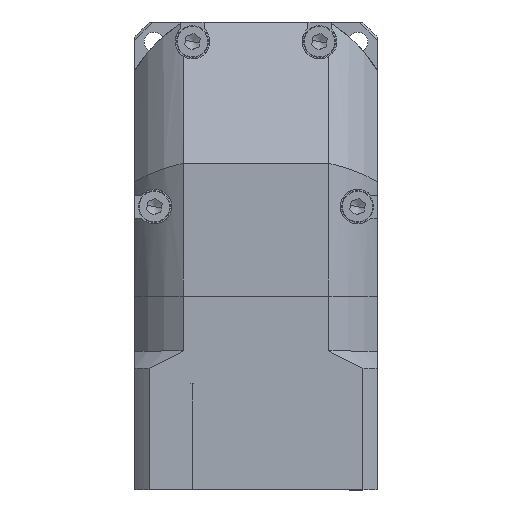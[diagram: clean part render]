
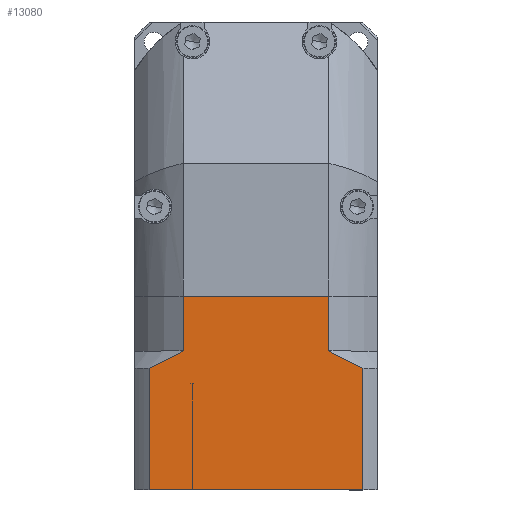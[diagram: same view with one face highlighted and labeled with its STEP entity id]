
A CAD part, top view. The second image highlights one B-rep face of the part: STEP entity #13080.
In plain terms, the highlighted face is planar.
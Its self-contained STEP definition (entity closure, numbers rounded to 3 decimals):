
#868 = PLANE ( 'NONE',  #13801 ) ;
#1279 = CARTESIAN_POINT ( 'NONE',  ( -21., 18.52, -21. ) ) ;
#1335 = CARTESIAN_POINT ( 'NONE',  ( 0., 18.52, -21. ) ) ;
#1624 = ORIENTED_EDGE ( 'NONE', *, *, #25009, .T. ) ;
#2076 = EDGE_CURVE ( 'NONE', #25184, #5625, #2204, .T. ) ;
#2204 = LINE ( 'NONE', #21320, #26071 ) ;
#2288 = VECTOR ( 'NONE', #2751, 1000. ) ;
#2380 = DIRECTION ( 'NONE',  ( -1., 0., 0. ) ) ;
#2512 = CARTESIAN_POINT ( 'NONE',  ( -21., -18.52, -21. ) ) ;
#2751 = DIRECTION ( 'NONE',  ( 0., -1., 0. ) ) ;
#3005 = DIRECTION ( 'NONE',  ( 0., 0., -1. ) ) ;
#3121 = ORIENTED_EDGE ( 'NONE', *, *, #4736, .T. ) ;
#3152 = EDGE_CURVE ( 'NONE', #21306, #24527, #20391, .T. ) ;
#3451 = EDGE_CURVE ( 'NONE', #24527, #12851, #24172, .T. ) ;
#3808 = CARTESIAN_POINT ( 'NONE',  ( -22.089, 16.599, -21. ) ) ;
#3976 = LINE ( 'NONE', #19110, #11769 ) ;
#4736 = EDGE_CURVE ( 'NONE', #7928, #21306, #20347, .T. ) ;
#4779 = DIRECTION ( 'NONE',  ( 1., 0., 0. ) ) ;
#4865 = LINE ( 'NONE', #22139, #2288 ) ;
#5625 = VERTEX_POINT ( 'NONE', #25754 ) ;
#6233 = CARTESIAN_POINT ( 'NONE',  ( -21., 18.52, -21. ) ) ;
#6710 = EDGE_CURVE ( 'NONE', #18817, #7928, #3976, .T. ) ;
#7928 = VERTEX_POINT ( 'NONE', #10624 ) ;
#8093 = DIRECTION ( 'NONE',  ( 0., 1., 0. ) ) ;
#8374 = ORIENTED_EDGE ( 'NONE', *, *, #3451, .T. ) ;
#8514 = EDGE_CURVE ( 'NONE', #5625, #8648, #20660, .T. ) ;
#8648 = VERTEX_POINT ( 'NONE', #20337 ) ;
#9134 = ORIENTED_EDGE ( 'NONE', *, *, #6710, .T. ) ;
#9587 = DIRECTION ( 'NONE',  ( 1., 0., 0. ) ) ;
#10624 = CARTESIAN_POINT ( 'NONE',  ( -33.5, 12.619, -21. ) ) ;
#11067 = CARTESIAN_POINT ( 'NONE',  ( -64., 18.52, -21. ) ) ;
#11151 = CARTESIAN_POINT ( 'NONE',  ( -23.107, -14.641, -21. ) ) ;
#11323 = EDGE_LOOP ( 'NONE', ( #1624, #22729, #23400, #17117, #9134, #3121, #23191, #8374 ) ) ;
#11769 = VECTOR ( 'NONE', #8093, 1000. ) ;
#12851 = VERTEX_POINT ( 'NONE', #1335 ) ;
#12926 = CARTESIAN_POINT ( 'NONE',  ( 0., -18.52, -21. ) ) ;
#13080 = ADVANCED_FACE ( 'NONE', ( #20121 ), #868, .T. ) ;
#13281 = LINE ( 'NONE', #17391, #22876 ) ;
#13283 = CARTESIAN_POINT ( 'NONE',  ( -64., 12.619, -21. ) ) ;
#13476 = DIRECTION ( 'NONE',  ( -1., 0., 0. ) ) ;
#13801 = AXIS2_PLACEMENT_3D ( 'NONE', #11067, #3005, #13476 ) ;
#14230 = EDGE_CURVE ( 'NONE', #8648, #18817, #13281, .T. ) ;
#15139 = CARTESIAN_POINT ( 'NONE',  ( -33.5, -12.619, -21. ) ) ;
#17117 = ORIENTED_EDGE ( 'NONE', *, *, #14230, .T. ) ;
#17391 = CARTESIAN_POINT ( 'NONE',  ( -64., -12.619, -21. ) ) ;
#17807 = CARTESIAN_POINT ( 'NONE',  ( -64., 18.52, -21. ) ) ;
#18817 = VERTEX_POINT ( 'NONE', #15139 ) ;
#19110 = CARTESIAN_POINT ( 'NONE',  ( -33.5, 18.52, -21. ) ) ;
#19631 = CARTESIAN_POINT ( 'NONE',  ( -22.089, -16.599, -21. ) ) ;
#19809 = CARTESIAN_POINT ( 'NONE',  ( -24., 12.619, -21. ) ) ;
#20121 = FACE_OUTER_BOUND ( 'NONE', #11323, .T. ) ;
#20185 = VECTOR ( 'NONE', #4779, 1000. ) ;
#20337 = CARTESIAN_POINT ( 'NONE',  ( -24., -12.619, -21. ) ) ;
#20347 = LINE ( 'NONE', #13283, #22046 ) ;
#20391 = B_SPLINE_CURVE_WITH_KNOTS ( 'NONE', 3,
 ( #27317, #20792, #3808, #1279 ),
 .UNSPECIFIED., .F., .F.,
 ( 4, 4 ),
 ( 0., 0.007 ),
 .UNSPECIFIED. ) ;
#20660 = B_SPLINE_CURVE_WITH_KNOTS ( 'NONE', 3,
 ( #2512, #19631, #11151, #24169 ),
 .UNSPECIFIED., .F., .F.,
 ( 4, 4 ),
 ( 0., 0.007 ),
 .UNSPECIFIED. ) ;
#20792 = CARTESIAN_POINT ( 'NONE',  ( -23.107, 14.641, -21. ) ) ;
#21306 = VERTEX_POINT ( 'NONE', #19809 ) ;
#21320 = CARTESIAN_POINT ( 'NONE',  ( -64., -18.52, -21. ) ) ;
#22046 = VECTOR ( 'NONE', #9587, 1000. ) ;
#22139 = CARTESIAN_POINT ( 'NONE',  ( 0., 18.52, -21. ) ) ;
#22729 = ORIENTED_EDGE ( 'NONE', *, *, #2076, .T. ) ;
#22876 = VECTOR ( 'NONE', #2380, 1000. ) ;
#23191 = ORIENTED_EDGE ( 'NONE', *, *, #3152, .T. ) ;
#23400 = ORIENTED_EDGE ( 'NONE', *, *, #8514, .T. ) ;
#23450 = DIRECTION ( 'NONE',  ( -1., 0., 0. ) ) ;
#24169 = CARTESIAN_POINT ( 'NONE',  ( -24., -12.619, -21. ) ) ;
#24172 = LINE ( 'NONE', #17807, #20185 ) ;
#24527 = VERTEX_POINT ( 'NONE', #6233 ) ;
#25009 = EDGE_CURVE ( 'NONE', #12851, #25184, #4865, .T. ) ;
#25184 = VERTEX_POINT ( 'NONE', #12926 ) ;
#25754 = CARTESIAN_POINT ( 'NONE',  ( -21., -18.52, -21. ) ) ;
#26071 = VECTOR ( 'NONE', #23450, 1000. ) ;
#27317 = CARTESIAN_POINT ( 'NONE',  ( -24., 12.619, -21. ) ) ;
